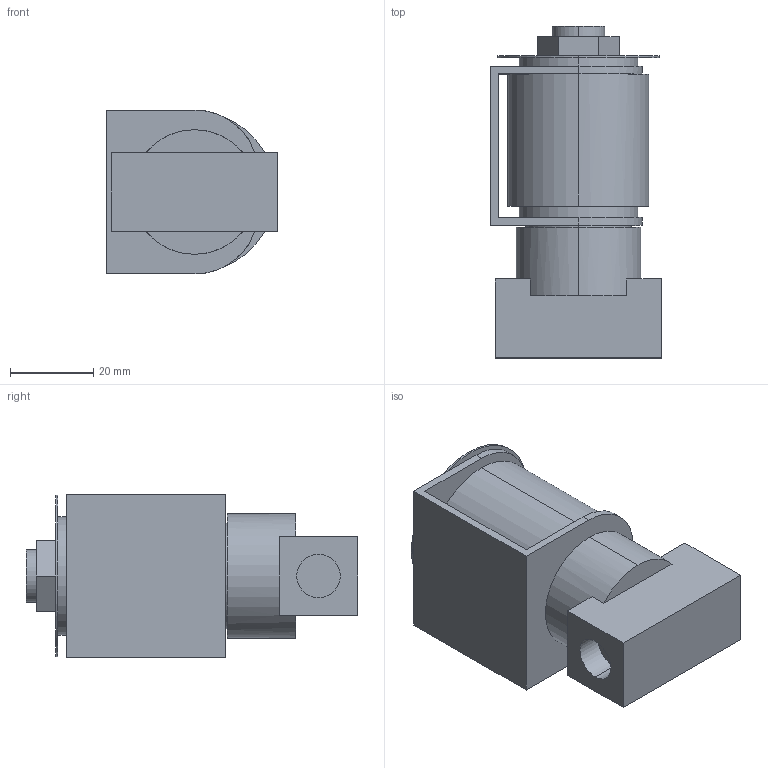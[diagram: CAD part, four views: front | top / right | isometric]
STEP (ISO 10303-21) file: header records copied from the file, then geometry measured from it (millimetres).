
FILE_DESCRIPTION (( 'STEP AP214' ), '1' );
FILE_NAME ('YS301P-9A.STEP', '2025-09-03T06:57:23', ( '' ), ( '' ), 'SwSTEP 2.0', 'SolidWorks 2024', '' );
FILE_SCHEMA (( 'AUTOMOTIVE_DESIGN' ));
Length unit declared in the file: millimetre
Products named in the file (3): YS301P-9A; ZS301-9_9A; AS301P
Assembly tree (2 placements, depth 2):
  YS301P-9A
    ZS301-9_9A
    AS301P
Bounding box: 41.16 x 79.93 x 39.47 mm (x, y, z)
Volume: 65058.8 mm3; surface area: 19580 mm2
Topology: 2 solids, 2 shells, 60 faces, 142 edges, 94 vertices
Faces by surface type: plane 36, cylinder 24
Entity records: 1838 total; most frequent: DIRECTION 328, CARTESIAN_POINT 301, ORIENTED_EDGE 284, EDGE_CURVE 142, AXIS2_PLACEMENT_3D 121, VERTEX_POINT 94, VECTOR 86, LINE 86
